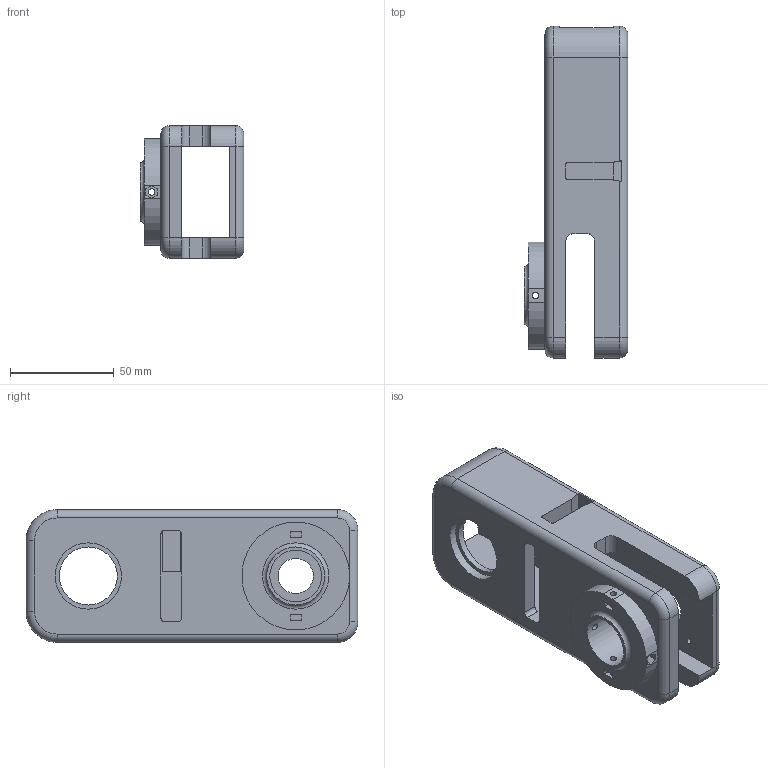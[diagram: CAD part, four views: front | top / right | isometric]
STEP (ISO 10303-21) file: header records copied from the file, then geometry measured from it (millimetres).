
FILE_DESCRIPTION(/* description */ (''),/* implementation_level */ '2;1');
FILE_NAME(/* name */ 'link_rettangolare5.stp',/* time_stamp */ '2025-06-13T07:57:40+02:00',/* author */ ('R5800u'),/* organization */ (''),/* preprocessor_version */ 'ST-DEVELOPER v20',/* originating_system */ 'Autodesk Inventor 2025',/* authorisation */ '');
FILE_SCHEMA (('AUTOMOTIVE_DESIGN { 1 0 10303 214 3 1 1 }'));
Length unit declared in the file: millimetre
Products named in the file (1): link_rettangolare5
Bounding box: 50 x 160 x 64 mm (x, y, z)
Volume: 203133.7 mm3; surface area: 56704.6 mm2
Topology: 1 solids, 1 shells, 107 faces, 291 edges, 188 vertices
Faces by surface type: plane 53, cylinder 45, torus 9
Full cylindrical faces by diameter (mm): 2.7 x4, 3.2 x6, 5.6 x1, 17 x1, 25 x1, 28 x2, 32 x2
Entity records: 3614 total; most frequent: CARTESIAN_POINT 724, DIRECTION 601, ORIENTED_EDGE 582, EDGE_CURVE 291, AXIS2_PLACEMENT_3D 211, VERTEX_POINT 188, LINE 179, VECTOR 179
